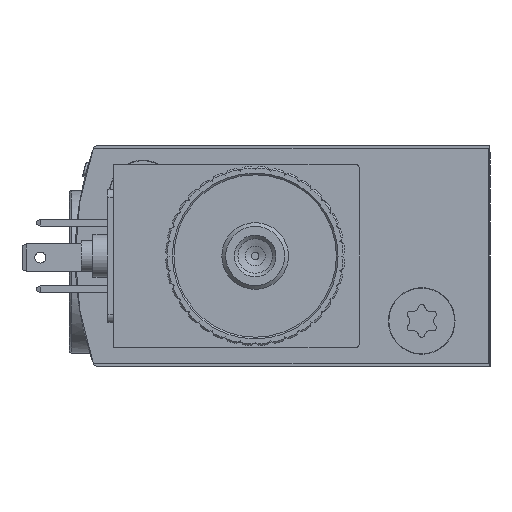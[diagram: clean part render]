
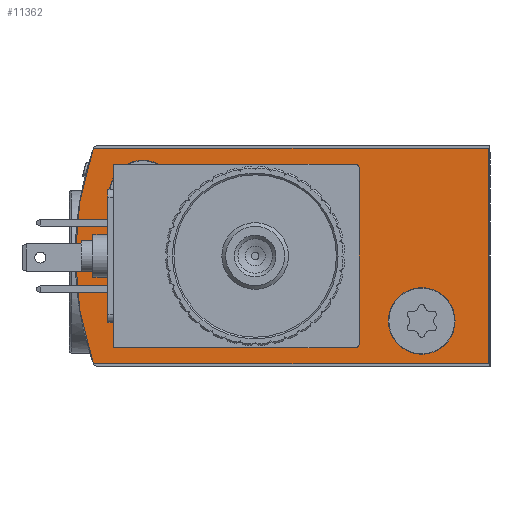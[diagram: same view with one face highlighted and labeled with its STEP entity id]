
A CAD part, left-side view. The second image highlights one B-rep face of the part: STEP entity #11362.
In plain terms, the highlighted planar face has unit normal (-1, 0, 0).
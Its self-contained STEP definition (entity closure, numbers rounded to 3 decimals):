
#842=LINE('',#19722,#1820);
#845=LINE('',#19728,#1823);
#856=LINE('',#19777,#1834);
#1820=VECTOR('',#16194,1000.);
#1823=VECTOR('',#16199,1000.);
#1834=VECTOR('',#16246,1000.);
#3558=ORIENTED_EDGE('',*,*,#6304,.F.);
#3559=ORIENTED_EDGE('',*,*,#6305,.T.);
#3560=ORIENTED_EDGE('',*,*,#6306,.T.);
#3561=ORIENTED_EDGE('',*,*,#6263,.F.);
#3562=ORIENTED_EDGE('',*,*,#6197,.F.);
#3563=ORIENTED_EDGE('',*,*,#6300,.F.);
#3564=ORIENTED_EDGE('',*,*,#6297,.F.);
#3565=ORIENTED_EDGE('',*,*,#6269,.F.);
#3566=ORIENTED_EDGE('',*,*,#6266,.F.);
#6197=EDGE_CURVE('',#7680,#7681,#8623,.T.);
#6263=EDGE_CURVE('',#7681,#7740,#8660,.T.);
#6266=EDGE_CURVE('',#7740,#7742,#842,.T.);
#6269=EDGE_CURVE('',#7742,#7744,#845,.T.);
#6297=EDGE_CURVE('',#7744,#7764,#856,.T.);
#6300=EDGE_CURVE('',#7764,#7680,#8679,.T.);
#6304=EDGE_CURVE('',#7768,#7768,#8683,.F.);
#6305=EDGE_CURVE('',#7769,#7769,#8684,.T.);
#6306=EDGE_CURVE('',#7770,#7770,#8685,.T.);
#7680=VERTEX_POINT('',#19579);
#7681=VERTEX_POINT('',#19580);
#7740=VERTEX_POINT('',#19717);
#7742=VERTEX_POINT('',#19723);
#7744=VERTEX_POINT('',#19729);
#7764=VERTEX_POINT('',#19778);
#7768=VERTEX_POINT('',#19792);
#7769=VERTEX_POINT('',#19794);
#7770=VERTEX_POINT('',#19796);
#8623=CIRCLE('',#14135,39.5);
#8660=CIRCLE('',#14184,0.2);
#8679=CIRCLE('',#14207,0.2);
#8683=CIRCLE('',#14213,5.);
#8684=CIRCLE('',#14214,4.);
#8685=CIRCLE('',#14215,4.);
#9289=EDGE_LOOP('',(#3558));
#9290=EDGE_LOOP('',(#3559));
#9291=EDGE_LOOP('',(#3560));
#9292=EDGE_LOOP('',(#3561,#3562,#3563,#3564,#3565,#3566));
#10177=FACE_BOUND('',#9289,.T.);
#10178=FACE_BOUND('',#9290,.T.);
#10179=FACE_BOUND('',#9291,.T.);
#10180=FACE_BOUND('',#9292,.T.);
#10903=PLANE('',#14212);
#11362=ADVANCED_FACE('',(#10177,#10178,#10179,#10180),#10903,.F.);
#14135=AXIS2_PLACEMENT_3D('',#19578,#16060,#16061);
#14184=AXIS2_PLACEMENT_3D('',#19716,#16187,#16188);
#14207=AXIS2_PLACEMENT_3D('',#19783,#16251,#16252);
#14212=AXIS2_PLACEMENT_3D('',#19790,#16261,#16262);
#14213=AXIS2_PLACEMENT_3D('',#19791,#16263,#16264);
#14214=AXIS2_PLACEMENT_3D('',#19793,#16265,#16266);
#14215=AXIS2_PLACEMENT_3D('',#19795,#16267,#16268);
#16060=DIRECTION('',(1.,0.,0.));
#16061=DIRECTION('',(0.,0.,-1.));
#16187=DIRECTION('',(1.,0.,0.));
#16188=DIRECTION('',(0.,0.,-1.));
#16194=DIRECTION('',(0.,-1.,0.));
#16199=DIRECTION('',(0.,0.,-1.));
#16246=DIRECTION('',(0.,1.,0.));
#16251=DIRECTION('',(1.,0.,0.));
#16252=DIRECTION('',(0.,0.,-1.));
#16261=DIRECTION('',(1.,0.,0.));
#16262=DIRECTION('',(0.,0.,-1.));
#16263=DIRECTION('',(1.,0.,0.));
#16264=DIRECTION('',(0.,0.,-1.));
#16265=DIRECTION('',(1.,0.,0.));
#16266=DIRECTION('',(0.,0.,-1.));
#16267=DIRECTION('',(1.,0.,0.));
#16268=DIRECTION('',(0.,0.,-1.));
#19578=CARTESIAN_POINT('',(0.,10.3,0.));
#19579=CARTESIAN_POINT('',(0.,47.663,-12.815));
#19580=CARTESIAN_POINT('',(0.,47.663,12.815));
#19716=CARTESIAN_POINT('',(0.,47.474,12.75));
#19717=CARTESIAN_POINT('',(0.,47.474,12.95));
#19722=CARTESIAN_POINT('',(0.,47.474,12.95));
#19723=CARTESIAN_POINT('',(0.,0.2,12.95));
#19728=CARTESIAN_POINT('',(0.,0.2,12.95));
#19729=CARTESIAN_POINT('',(0.,0.2,-12.95));
#19777=CARTESIAN_POINT('',(0.,0.2,-12.95));
#19778=CARTESIAN_POINT('',(0.,47.474,-12.95));
#19783=CARTESIAN_POINT('',(0.,47.474,-12.75));
#19790=CARTESIAN_POINT('',(0.,47.474,12.75));
#19791=CARTESIAN_POINT('',(0.,28.2,0.));
#19792=CARTESIAN_POINT('',(0.,28.2,-5.));
#19793=CARTESIAN_POINT('',(0.,41.7,7.5));
#19794=CARTESIAN_POINT('',(0.,41.7,3.5));
#19795=CARTESIAN_POINT('',(0.,8.2,-7.8));
#19796=CARTESIAN_POINT('',(0.,8.2,-11.8));
